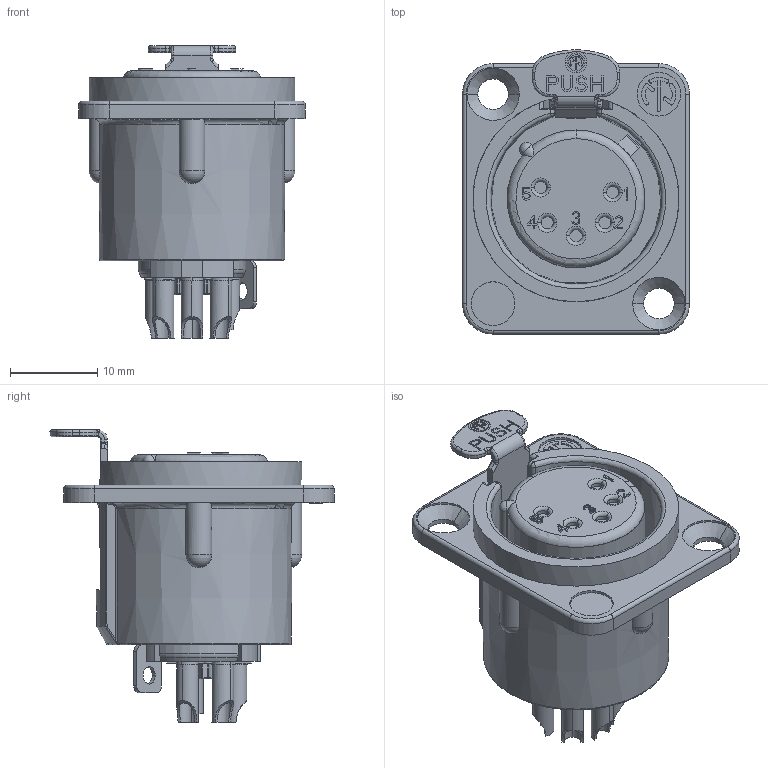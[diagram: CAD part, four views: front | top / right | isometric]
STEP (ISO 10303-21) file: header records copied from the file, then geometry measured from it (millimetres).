
FILE_DESCRIPTION((''),'2;1');
FILE_NAME('30011283','2024-02-12T16:40:12',('SYSTEM'),(''),'CREO PARAMETRIC BY PTC INC, 2021184','CREO PARAMETRIC BY PTC INC, 2021184','');
FILE_SCHEMA(('CONFIG_CONTROL_DESIGN'));
Length unit declared in the file: millimetre
Products named in the file (1): 30011283
Bounding box: 26 x 32.57 x 33.58 mm (x, y, z)
Volume: 7851.3 mm3; surface area: 5455.9 mm2
Topology: 1 solids, 1 shells, 1233 faces, 3338 edges, 2164 vertices
Faces by surface type: plane 886, cylinder 203, torus 69, bspline 32, cone 27, sphere 16
Entity records: 39897 total; most frequent: CARTESIAN_POINT 8849, ORIENTED_EDGE 6658, DIRECTION 6099, EDGE_CURVE 3329, VECTOR 2631, LINE 2631, VERTEX_POINT 2164, AXIS2_PLACEMENT_3D 1734
